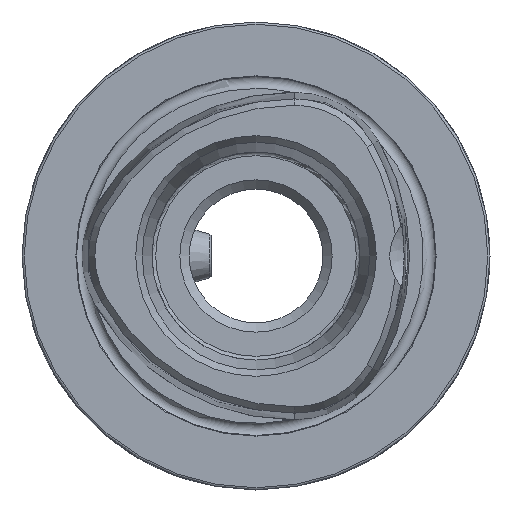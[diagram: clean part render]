
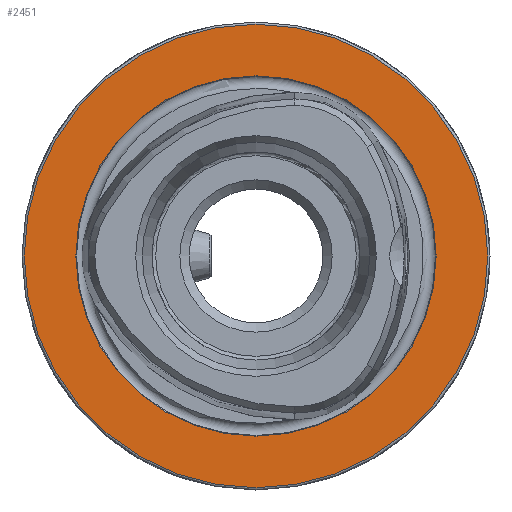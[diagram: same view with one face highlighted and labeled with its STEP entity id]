
A CAD part, left-side view. The second image highlights one B-rep face of the part: STEP entity #2451.
In plain terms, the highlighted planar face has unit normal (-1, 0, 0).
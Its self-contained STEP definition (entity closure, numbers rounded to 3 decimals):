
#47 = EDGE_LOOP ( 'NONE', ( #1613 ) ) ;
#185 = CARTESIAN_POINT ( 'NONE',  ( 0., 0., 31.2 ) ) ;
#204 = EDGE_CURVE ( 'NONE', #4047, #4047, #750, .T. ) ;
#220 = CARTESIAN_POINT ( 'NONE',  ( 0., 0., 0. ) ) ;
#347 = DIRECTION ( 'NONE',  ( 0., 0., 1. ) ) ;
#591 = DIRECTION ( 'NONE',  ( 0., 0., 1. ) ) ;
#750 = CIRCLE ( 'NONE', #4370, 31.2 ) ;
#852 = CIRCLE ( 'NONE', #2400, 24.25 ) ;
#874 = DIRECTION ( 'NONE',  ( 0., 0., -1. ) ) ;
#1239 = DIRECTION ( 'NONE',  ( 1., 0., 0. ) ) ;
#1546 = PLANE ( 'NONE',  #3817 ) ;
#1613 = ORIENTED_EDGE ( 'NONE', *, *, #2860, .F. ) ;
#1886 = FACE_OUTER_BOUND ( 'NONE', #2302, .T. ) ;
#2142 = ORIENTED_EDGE ( 'NONE', *, *, #204, .T. ) ;
#2166 = VERTEX_POINT ( 'NONE', #3849 ) ;
#2302 = EDGE_LOOP ( 'NONE', ( #2142 ) ) ;
#2400 = AXIS2_PLACEMENT_3D ( 'NONE', #3219, #4232, #347 ) ;
#2451 = ADVANCED_FACE ( 'NONE', ( #3758, #1886 ), #1546, .F. ) ;
#2630 = CARTESIAN_POINT ( 'NONE',  ( 0., 24.25, 0. ) ) ;
#2860 = EDGE_CURVE ( 'NONE', #2166, #2166, #852, .T. ) ;
#3219 = CARTESIAN_POINT ( 'NONE',  ( 0., 0., 0. ) ) ;
#3758 = FACE_BOUND ( 'NONE', #47, .T. ) ;
#3817 = AXIS2_PLACEMENT_3D ( 'NONE', #2630, #1239, #874 ) ;
#3826 = DIRECTION ( 'NONE',  ( -1., 0., 0. ) ) ;
#3849 = CARTESIAN_POINT ( 'NONE',  ( 0., 0., 24.25 ) ) ;
#4047 = VERTEX_POINT ( 'NONE', #185 ) ;
#4232 = DIRECTION ( 'NONE',  ( -1., 0., 0. ) ) ;
#4370 = AXIS2_PLACEMENT_3D ( 'NONE', #220, #3826, #591 ) ;
